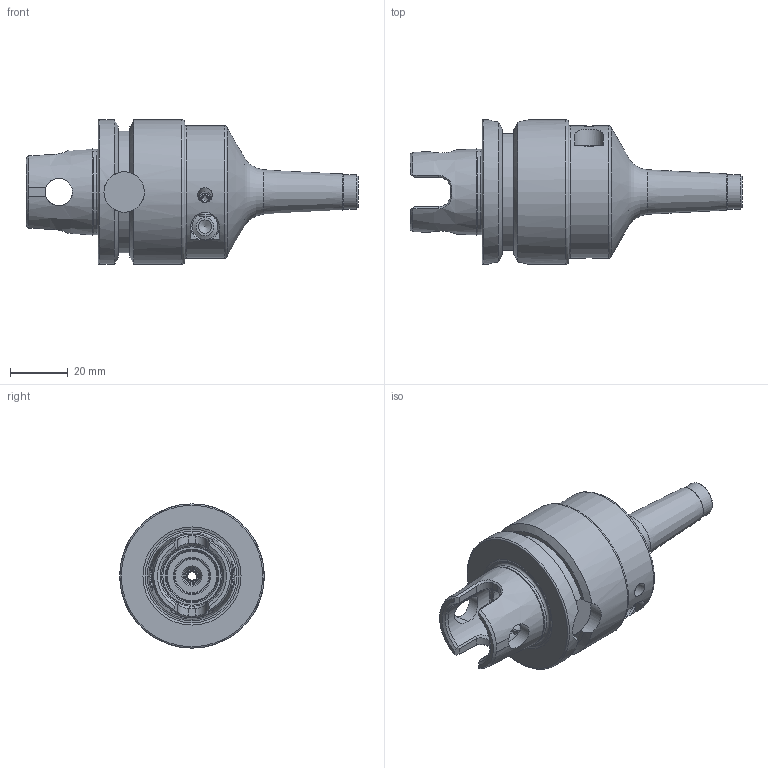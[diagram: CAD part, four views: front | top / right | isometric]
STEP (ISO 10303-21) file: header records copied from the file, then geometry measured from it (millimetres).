
FILE_DESCRIPTION((''),'2;1');
FILE_NAME('146021103090 UTS5040-PHC03SB-90-C-H-3D.stp','2023-02-06T16:55:22',('nttooll'),(''),'Autodesk Inventor 2012','Autodesk Inventor 2012','');
FILE_SCHEMA(('AUTOMOTIVE_DESIGN { 1 0 10303 214 1 1 1 1 }'));
Length unit declared in the file: millimetre
Products named in the file (1): 146021103090 UTS5040-PHC03SB-90-C-H-3D
Bounding box: 115 x 50 x 50 mm (x, y, z)
Volume: 93276.5 mm3; surface area: 18865.7 mm2
Topology: 1 solids, 1 shells, 168 faces, 413 edges, 256 vertices
Faces by surface type: cylinder 48, plane 44, cone 40, bspline 20, torus 16
Full cylindrical faces by diameter (mm): 2.309 x2, 4 x2, 4.1 x1, 4.5 x1, 4.619 x2, 5 x3, 5.2 x1, 5.5 x1, 6 x1, 9 x2, 9.5 x2, 12 x2, 14 x2, 17.2 x1, 18 x1, 21 x1, 29.5 x1, 45.8 x1, 50 x2
Entity records: 5349 total; most frequent: CARTESIAN_POINT 2027, ORIENTED_EDGE 642, DIRECTION 610, EDGE_CURVE 321, AXIS2_PLACEMENT_3D 281, EDGE_LOOP 254, VERTEX_POINT 235, FACE_OUTER_BOUND 168
